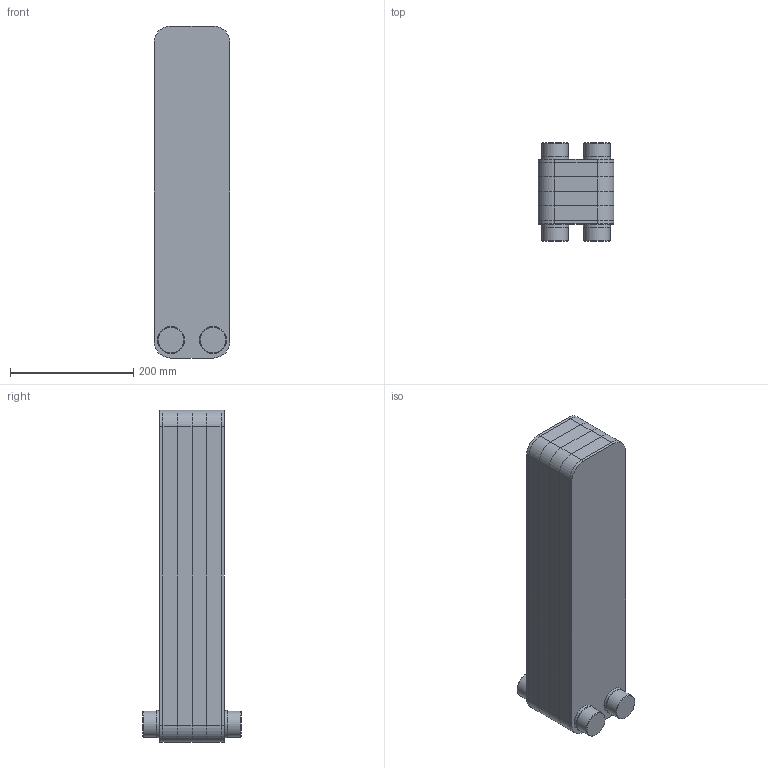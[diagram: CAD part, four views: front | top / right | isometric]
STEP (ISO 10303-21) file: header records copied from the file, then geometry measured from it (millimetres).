
FILE_DESCRIPTION(/* description */ (''),/* implementation_level */ '2;1');
FILE_NAME(/* name */ '3d_RHB-60-2-40-P30-8041100.stp',/* time_stamp */ '2020-08-24T07:45:06+02:00',/* author */ ('Andrzej'),/* organization */ (''),/* preprocessor_version */ 'ST-DEVELOPER v16.13',/* originating_system */ 'AutoCAD Mechanical',/* authorisation */ '');
FILE_SCHEMA (('AUTOMOTIVE_DESIGN { 1 0 10303 214 3 1 1 }'));
Length unit declared in the file: millimetre
Products named in the file (1): Product
Bounding box: 123 x 160 x 538 mm (x, y, z)
Volume: 6977392 mm3; surface area: 946128.7 mm2
Topology: 10 solids, 10 shells, 96 faces, 552 edges, 832 vertices
Faces by surface type: plane 48, cylinder 32, cone 12, torus 4
Full cylindrical faces by diameter (mm): 42.4 x4, 44.171 x4
Entity records: 5452 total; most frequent: CARTESIAN_POINT 1457, DIRECTION 978, STYLED_ITEM 362, AXIS2_PLACEMENT_3D 353, ORIENTED_EDGE 352, TRIMMED_CURVE 352, LINE 272, VECTOR 272
